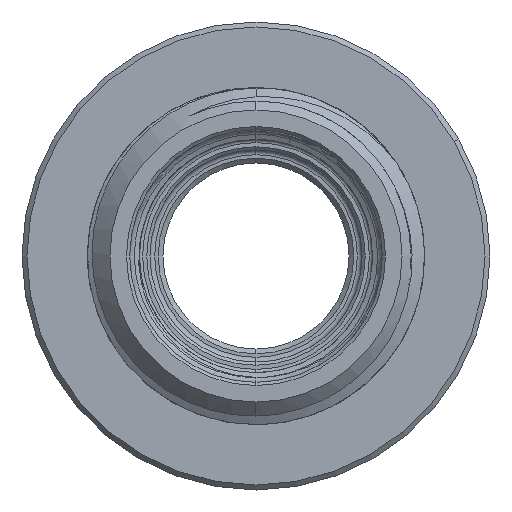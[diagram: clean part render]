
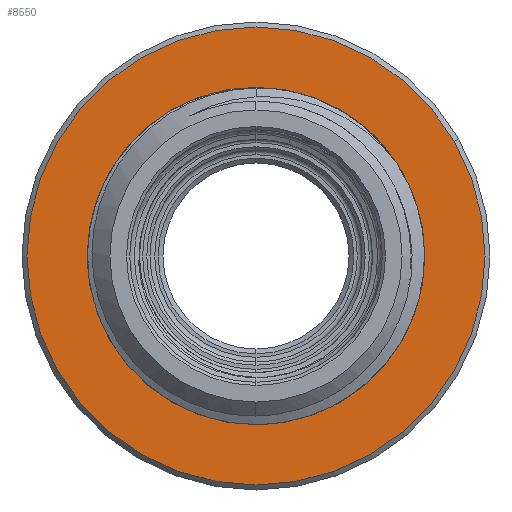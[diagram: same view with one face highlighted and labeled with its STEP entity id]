
A CAD part, left-side view. The second image highlights one B-rep face of the part: STEP entity #8550.
In plain terms, the highlighted face is planar.
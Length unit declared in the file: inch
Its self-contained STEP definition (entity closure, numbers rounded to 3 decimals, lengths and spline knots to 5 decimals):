
#334 = DIRECTION ( 'NONE',  ( 0., 0., 1. ) ) ;
#875 = EDGE_CURVE ( 'NONE', #16767, #7593, #14691, .T. ) ;
#1011 = FACE_OUTER_BOUND ( 'NONE', #10172, .T. ) ;
#1679 = CARTESIAN_POINT ( 'NONE',  ( 0., 0., 0.72244 ) ) ;
#2021 = CARTESIAN_POINT ( 'NONE',  ( 0., 0., 0. ) ) ;
#2636 = ORIENTED_EDGE ( 'NONE', *, *, #5480, .T. ) ;
#2913 = CARTESIAN_POINT ( 'NONE',  ( 0., 0., -0.72244 ) ) ;
#3704 = DIRECTION ( 'NONE',  ( 0., 0., 1. ) ) ;
#4311 = VERTEX_POINT ( 'NONE', #2913 ) ;
#4385 = DIRECTION ( 'NONE',  ( 0., -1., 0. ) ) ;
#4989 = DIRECTION ( 'NONE',  ( 0., 1., 0. ) ) ;
#5260 = PLANE ( 'NONE',  #14709 ) ;
#5395 = DIRECTION ( 'NONE',  ( 0., -1., 0. ) ) ;
#5480 = EDGE_CURVE ( 'NONE', #4311, #11046, #14542, .T. ) ;
#5721 = EDGE_CURVE ( 'NONE', #11046, #4311, #13979, .T. ) ;
#6476 = CARTESIAN_POINT ( 'NONE',  ( 0., 0., 0. ) ) ;
#6744 = AXIS2_PLACEMENT_3D ( 'NONE', #6476, #5395, #10881 ) ;
#7041 = AXIS2_PLACEMENT_3D ( 'NONE', #16678, #4385, #334 ) ;
#7362 = ORIENTED_EDGE ( 'NONE', *, *, #875, .T. ) ;
#7593 = VERTEX_POINT ( 'NONE', #7702 ) ;
#7702 = CARTESIAN_POINT ( 'NONE',  ( 0., 0., -0.53219 ) ) ;
#8550 = ADVANCED_FACE ( 'NONE', ( #17627, #1011 ), #5260, .F. ) ;
#9609 = DIRECTION ( 'NONE',  ( 0., 0., 1. ) ) ;
#9757 = ORIENTED_EDGE ( 'NONE', *, *, #10864, .T. ) ;
#10172 = EDGE_LOOP ( 'NONE', ( #10825, #2636 ) ) ;
#10825 = ORIENTED_EDGE ( 'NONE', *, *, #5721, .T. ) ;
#10864 = EDGE_CURVE ( 'NONE', #7593, #16767, #13014, .T. ) ;
#10881 = DIRECTION ( 'NONE',  ( 0., 0., 1. ) ) ;
#10962 = CARTESIAN_POINT ( 'NONE',  ( 0., 0., 0. ) ) ;
#11046 = VERTEX_POINT ( 'NONE', #1679 ) ;
#13014 = CIRCLE ( 'NONE', #13291, 0.53219 ) ;
#13034 = DIRECTION ( 'NONE',  ( 0., 1., 0. ) ) ;
#13229 = AXIS2_PLACEMENT_3D ( 'NONE', #2021, #13034, #14496 ) ;
#13291 = AXIS2_PLACEMENT_3D ( 'NONE', #10962, #16491, #9609 ) ;
#13979 = CIRCLE ( 'NONE', #7041, 0.72244 ) ;
#14496 = DIRECTION ( 'NONE',  ( 0., 0., 1. ) ) ;
#14542 = CIRCLE ( 'NONE', #6744, 0.72244 ) ;
#14691 = CIRCLE ( 'NONE', #13229, 0.53219 ) ;
#14709 = AXIS2_PLACEMENT_3D ( 'NONE', #17362, #4989, #3704 ) ;
#15112 = CARTESIAN_POINT ( 'NONE',  ( 0., 0., 0.53219 ) ) ;
#15652 = EDGE_LOOP ( 'NONE', ( #9757, #7362 ) ) ;
#16491 = DIRECTION ( 'NONE',  ( 0., 1., 0. ) ) ;
#16678 = CARTESIAN_POINT ( 'NONE',  ( 0., 0., 0. ) ) ;
#16767 = VERTEX_POINT ( 'NONE', #15112 ) ;
#17362 = CARTESIAN_POINT ( 'NONE',  ( 0., 0., 0. ) ) ;
#17627 = FACE_BOUND ( 'NONE', #15652, .T. ) ;
